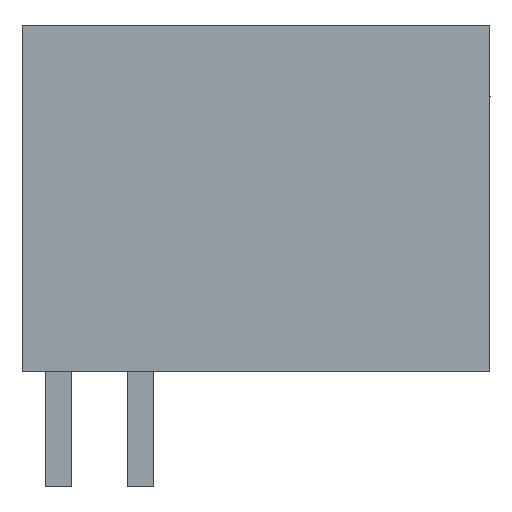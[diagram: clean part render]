
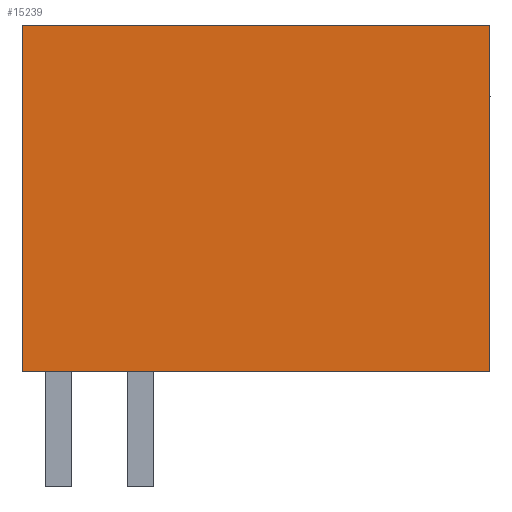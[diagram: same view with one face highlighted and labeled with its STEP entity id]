
A CAD part, left-side view. The second image highlights one B-rep face of the part: STEP entity #15239.
In plain terms, the highlighted planar face has unit normal (-1, 0, 0).
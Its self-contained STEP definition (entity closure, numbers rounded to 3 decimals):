
#15219=AXIS2_PLACEMENT_3D('Plane Axis2P3D',#15216,#15217,#15218) ;
#4169=CARTESIAN_POINT('Vertex',(0.,0.,14.)) ;
#4172=CARTESIAN_POINT('Line Origine',(0.,0.,8.75)) ;
#4176=CARTESIAN_POINT('Vertex',(0.,0.,3.5)) ;
#13515=CARTESIAN_POINT('Line Origine',(0.,7.1,14.)) ;
#13519=CARTESIAN_POINT('Vertex',(0.,14.2,14.)) ;
#15216=CARTESIAN_POINT('Axis2P3D Location',(0.,14.2,0.)) ;
#15221=CARTESIAN_POINT('Line Origine',(0.,7.1,3.5)) ;
#15225=CARTESIAN_POINT('Vertex',(0.,14.2,3.5)) ;
#15228=CARTESIAN_POINT('Line Origine',(0.,14.2,8.75)) ;
#4173=DIRECTION('Vector Direction',(0.,0.,-1.)) ;
#13516=DIRECTION('Vector Direction',(0.,-1.,0.)) ;
#15217=DIRECTION('Axis2P3D Direction',(-1.,0.,0.)) ;
#15218=DIRECTION('Axis2P3D XDirection',(0.,-1.,0.)) ;
#15222=DIRECTION('Vector Direction',(0.,-1.,0.)) ;
#15229=DIRECTION('Vector Direction',(0.,0.,-1.)) ;
#4174=VECTOR('Line Direction',#4173,1.) ;
#13517=VECTOR('Line Direction',#13516,1.) ;
#15223=VECTOR('Line Direction',#15222,1.) ;
#15230=VECTOR('Line Direction',#15229,1.) ;
#15234=ORIENTED_EDGE('',*,*,#15227,.T.) ;
#15235=ORIENTED_EDGE('',*,*,#4178,.T.) ;
#15236=ORIENTED_EDGE('',*,*,#13521,.T.) ;
#15237=ORIENTED_EDGE('',*,*,#15232,.T.) ;
#15239=ADVANCED_FACE('HOUSING',(#15238),#15220,.T.) ;
#4178=EDGE_CURVE('',#4177,#4170,#4175,.F.) ;
#13521=EDGE_CURVE('',#4170,#13520,#13518,.F.) ;
#15227=EDGE_CURVE('',#15226,#4177,#15224,.T.) ;
#15232=EDGE_CURVE('',#13520,#15226,#15231,.T.) ;
#15233=EDGE_LOOP('',(#15234,#15235,#15236,#15237)) ;
#15238=FACE_OUTER_BOUND('',#15233,.T.) ;
#4175=LINE('Line',#4172,#4174) ;
#13518=LINE('Line',#13515,#13517) ;
#15224=LINE('Line',#15221,#15223) ;
#15231=LINE('Line',#15228,#15230) ;
#15220=PLANE('',#15219) ;
#4170=VERTEX_POINT('',#4169) ;
#4177=VERTEX_POINT('',#4176) ;
#13520=VERTEX_POINT('',#13519) ;
#15226=VERTEX_POINT('',#15225) ;
